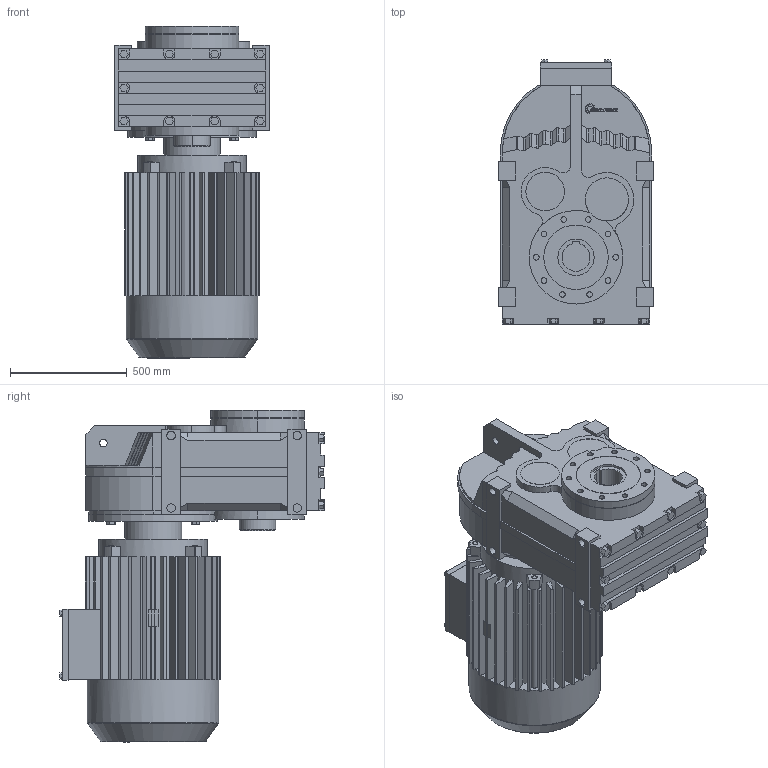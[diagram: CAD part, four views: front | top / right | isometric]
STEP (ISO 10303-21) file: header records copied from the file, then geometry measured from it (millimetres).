
FILE_DESCRIPTION(('Open CASCADE Model'),'2;1');
FILE_NAME('Open CASCADE Shape Model','2025-08-13T13:24:32',('Author'),( 'Open CASCADE'),'Open CASCADE STEP processor 7.6','Open CASCADE 7.6' ,'Unknown');
FILE_SCHEMA(('AUTOMOTIVE_DESIGN { 1 0 10303 214 1 1 1 1 }'));
Length unit declared in the file: millimetre
Products named in the file (6): Open CASCADE STEP translator 7.6 56; Open CASCADE STEP translator 7.6 56.1; Open CASCADE STEP translator 7.6 56.2; Open CASCADE STEP translator 7.6 56.3; Open CASCADE STEP translator 7.6 56.4; Open CASCADE STEP translator 7.6 56.5
Assembly tree (5 placements, depth 2):
  Open CASCADE STEP translator 7.6 56
    Open CASCADE STEP translator 7.6 56.1
    Open CASCADE STEP translator 7.6 56.2
    Open CASCADE STEP translator 7.6 56.3
    Open CASCADE STEP translator 7.6 56.4
    Open CASCADE STEP translator 7.6 56.5
Bounding box: 660 x 1133 x 1421.5 mm (x, y, z)
Volume: 415855707.1 mm3; surface area: 8088471.7 mm2
Topology: 5 solids, 5 shells, 895 faces, 2381 edges, 1558 vertices
Faces by surface type: plane 672, cylinder 195, bspline 27, cone 1
Full cylindrical faces by diameter (mm): 21.75 x8, 33 x1, 243.6 x1, 276 x1, 464 x1, 550 x1, 563 x1
Entity records: 60487 total; most frequent: CARTESIAN_POINT 12720, DIRECTION 8968, LINE 5778, VECTOR 5778, ORIENTED_EDGE 4762, PCURVE 4762, DEFINITIONAL_REPRESENTATION 4762, EDGE_CURVE 2381
